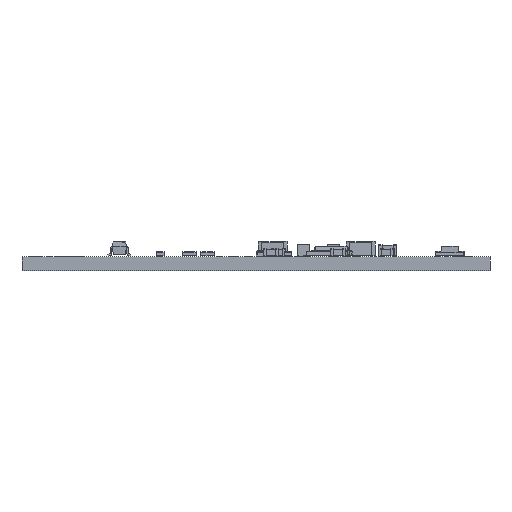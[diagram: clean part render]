
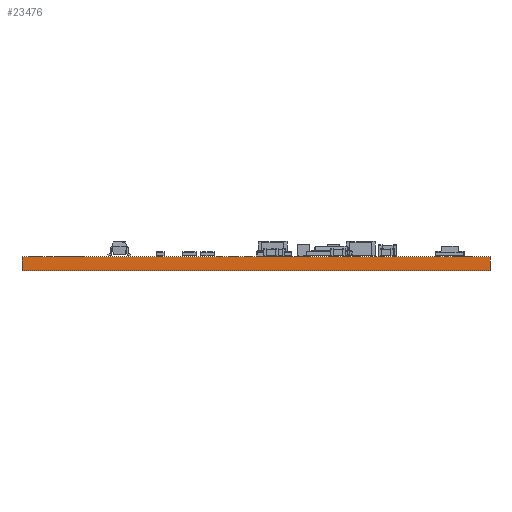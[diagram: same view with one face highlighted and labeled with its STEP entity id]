
A CAD part, front view. The second image highlights one B-rep face of the part: STEP entity #23476.
In plain terms, the highlighted planar face has unit normal (0, -1, 0).
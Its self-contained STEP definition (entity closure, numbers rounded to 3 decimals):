
#23476 = ADVANCED_FACE('',(#23477),#23511,.T.);
#23477 = FACE_BOUND('',#23478,.T.);
#23478 = EDGE_LOOP('',(#23479,#23489,#23497,#23505));
#23479 = ORIENTED_EDGE('',*,*,#23480,.T.);
#23480 = EDGE_CURVE('',#23481,#23483,#23485,.T.);
#23481 = VERTEX_POINT('',#23482);
#23482 = CARTESIAN_POINT('',(171.2,-128.,0.));
#23483 = VERTEX_POINT('',#23484);
#23484 = CARTESIAN_POINT('',(171.2,-128.,1.51));
#23485 = LINE('',#23486,#23487);
#23486 = CARTESIAN_POINT('',(171.2,-128.,0.));
#23487 = VECTOR('',#23488,1.);
#23488 = DIRECTION('',(0.,0.,1.));
#23489 = ORIENTED_EDGE('',*,*,#23490,.T.);
#23490 = EDGE_CURVE('',#23483,#23491,#23493,.T.);
#23491 = VERTEX_POINT('',#23492);
#23492 = CARTESIAN_POINT('',(119.8,-128.,1.51));
#23493 = LINE('',#23494,#23495);
#23494 = CARTESIAN_POINT('',(171.2,-128.,1.51));
#23495 = VECTOR('',#23496,1.);
#23496 = DIRECTION('',(-1.,0.,0.));
#23497 = ORIENTED_EDGE('',*,*,#23498,.F.);
#23498 = EDGE_CURVE('',#23499,#23491,#23501,.T.);
#23499 = VERTEX_POINT('',#23500);
#23500 = CARTESIAN_POINT('',(119.8,-128.,0.));
#23501 = LINE('',#23502,#23503);
#23502 = CARTESIAN_POINT('',(119.8,-128.,0.));
#23503 = VECTOR('',#23504,1.);
#23504 = DIRECTION('',(0.,0.,1.));
#23505 = ORIENTED_EDGE('',*,*,#23506,.F.);
#23506 = EDGE_CURVE('',#23481,#23499,#23507,.T.);
#23507 = LINE('',#23508,#23509);
#23508 = CARTESIAN_POINT('',(171.2,-128.,0.));
#23509 = VECTOR('',#23510,1.);
#23510 = DIRECTION('',(-1.,0.,0.));
#23511 = PLANE('',#23512);
#23512 = AXIS2_PLACEMENT_3D('',#23513,#23514,#23515);
#23513 = CARTESIAN_POINT('',(171.2,-128.,0.));
#23514 = DIRECTION('',(0.,-1.,0.));
#23515 = DIRECTION('',(-1.,0.,0.));
